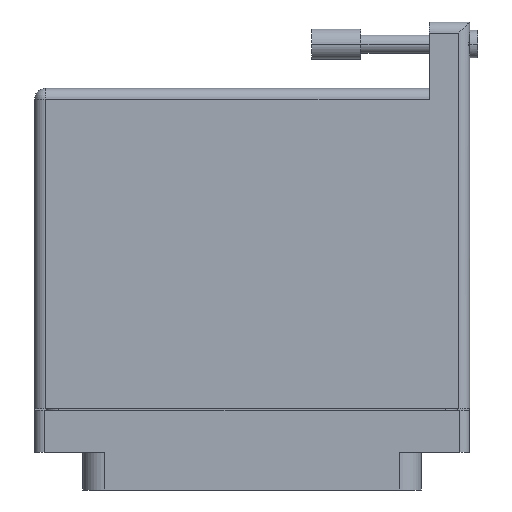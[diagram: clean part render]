
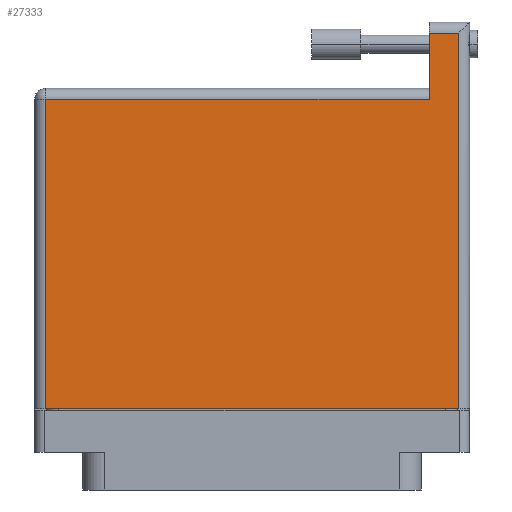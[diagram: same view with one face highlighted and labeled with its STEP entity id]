
A CAD part, front view. The second image highlights one B-rep face of the part: STEP entity #27333.
In plain terms, the highlighted face is planar.
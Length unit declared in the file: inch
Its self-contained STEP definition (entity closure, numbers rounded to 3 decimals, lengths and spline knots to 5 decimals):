
#1067 = ORIENTED_EDGE ( 'NONE', *, *, #59623, .T. ) ;
#1230 = LINE ( 'NONE', #17314, #9535 ) ;
#3368 = DIRECTION ( 'NONE',  ( -1., 0., 0. ) ) ;
#3370 = AXIS2_PLACEMENT_3D ( 'NONE', #37434, #17283, #3368 ) ;
#5958 = CARTESIAN_POINT ( 'NONE',  ( -1.3775, -0.1, 0.765 ) ) ;
#8653 = VECTOR ( 'NONE', #46190, 39.37008 ) ;
#9535 = VECTOR ( 'NONE', #29362, 39.37008 ) ;
#11883 = EDGE_CURVE ( 'NONE', #68642, #49854, #71104, .T. ) ;
#12253 = ORIENTED_EDGE ( 'NONE', *, *, #41828, .T. ) ;
#14675 = ORIENTED_EDGE ( 'NONE', *, *, #19735, .T. ) ;
#15764 = CARTESIAN_POINT ( 'NONE',  ( 1.1215, 1.86, 0.765 ) ) ;
#17283 = DIRECTION ( 'NONE',  ( 0., 0., -1. ) ) ;
#17314 = CARTESIAN_POINT ( 'NONE',  ( 1.3075, 2.35, 0.765 ) ) ;
#17416 = VERTEX_POINT ( 'NONE', #15764 ) ;
#19735 = EDGE_CURVE ( 'NONE', #67445, #68220, #50217, .T. ) ;
#19995 = EDGE_CURVE ( 'NONE', #17416, #51460, #28294, .T. ) ;
#27333 = ADVANCED_FACE ( 'NONE', ( #57367 ), #70555, .F. ) ;
#27417 = DIRECTION ( 'NONE',  ( -1., 0., 0. ) ) ;
#28294 = LINE ( 'NONE', #39012, #84460 ) ;
#29362 = DIRECTION ( 'NONE',  ( 0., 1., 0. ) ) ;
#29661 = CARTESIAN_POINT ( 'NONE',  ( 1.3075, -0.1, 0.765 ) ) ;
#34668 = VECTOR ( 'NONE', #62237, 39.37008 ) ;
#37434 = CARTESIAN_POINT ( 'NONE',  ( -1.3775, 1.93, 0.765 ) ) ;
#39012 = CARTESIAN_POINT ( 'NONE',  ( -1.3775, 1.86, 0.765 ) ) ;
#39580 = DIRECTION ( 'NONE',  ( 0., -1., 0. ) ) ;
#39749 = VECTOR ( 'NONE', #39580, 39.37008 ) ;
#41828 = EDGE_CURVE ( 'NONE', #49854, #17416, #75297, .T. ) ;
#41911 = EDGE_LOOP ( 'NONE', ( #12253, #63505, #1067, #14675, #56467, #47463 ) ) ;
#44485 = CARTESIAN_POINT ( 'NONE',  ( 1.1215, 2.28, 0.765 ) ) ;
#46024 = CARTESIAN_POINT ( 'NONE',  ( -1.3075, -0.1, 0.765 ) ) ;
#46190 = DIRECTION ( 'NONE',  ( 0., -1., 0. ) ) ;
#47463 = ORIENTED_EDGE ( 'NONE', *, *, #11883, .T. ) ;
#48343 = EDGE_CURVE ( 'NONE', #68220, #68642, #1230, .T. ) ;
#49854 = VERTEX_POINT ( 'NONE', #44485 ) ;
#50217 = LINE ( 'NONE', #5958, #65802 ) ;
#51460 = VERTEX_POINT ( 'NONE', #63278 ) ;
#53239 = LINE ( 'NONE', #46024, #39749 ) ;
#55697 = CARTESIAN_POINT ( 'NONE',  ( 1.3075, 2.28, 0.765 ) ) ;
#56467 = ORIENTED_EDGE ( 'NONE', *, *, #48343, .T. ) ;
#57367 = FACE_OUTER_BOUND ( 'NONE', #41911, .T. ) ;
#59623 = EDGE_CURVE ( 'NONE', #51460, #67445, #53239, .T. ) ;
#62237 = DIRECTION ( 'NONE',  ( -1., 0., 0. ) ) ;
#63278 = CARTESIAN_POINT ( 'NONE',  ( -1.3075, 1.86, 0.765 ) ) ;
#63505 = ORIENTED_EDGE ( 'NONE', *, *, #19995, .T. ) ;
#65802 = VECTOR ( 'NONE', #79530, 39.37008 ) ;
#67445 = VERTEX_POINT ( 'NONE', #80758 ) ;
#68220 = VERTEX_POINT ( 'NONE', #29661 ) ;
#68642 = VERTEX_POINT ( 'NONE', #55697 ) ;
#70555 = PLANE ( 'NONE',  #3370 ) ;
#71104 = LINE ( 'NONE', #76436, #34668 ) ;
#75297 = LINE ( 'NONE', #86232, #8653 ) ;
#76436 = CARTESIAN_POINT ( 'NONE',  ( -1.3775, 2.28, 0.765 ) ) ;
#79530 = DIRECTION ( 'NONE',  ( 1., 0., 0. ) ) ;
#80758 = CARTESIAN_POINT ( 'NONE',  ( -1.3075, -0.1, 0.765 ) ) ;
#84460 = VECTOR ( 'NONE', #27417, 39.37008 ) ;
#86232 = CARTESIAN_POINT ( 'NONE',  ( 1.1215, 2.35, 0.765 ) ) ;
